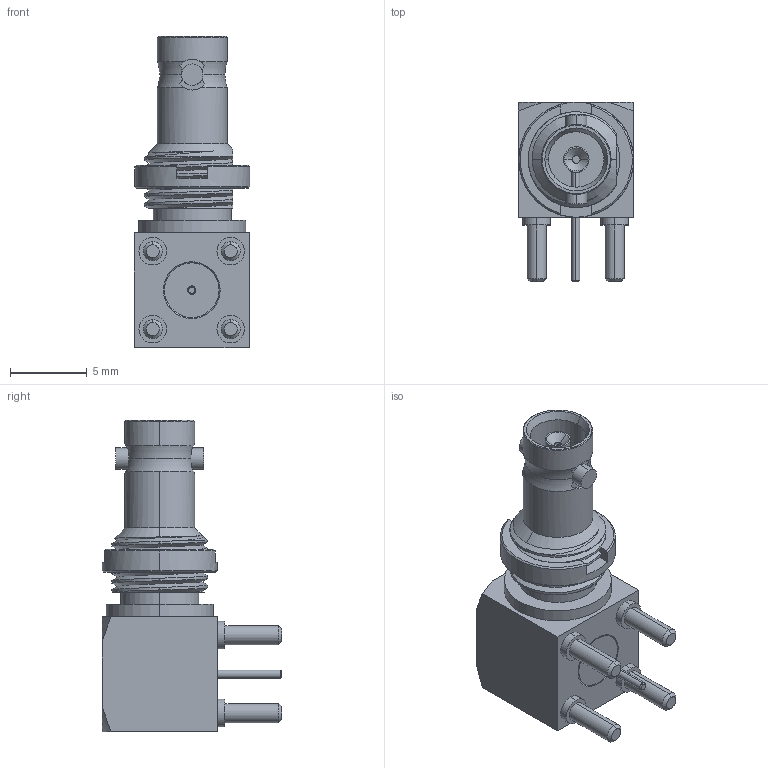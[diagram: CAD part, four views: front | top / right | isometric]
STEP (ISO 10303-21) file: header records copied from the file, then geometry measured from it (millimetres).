
FILE_DESCRIPTION (( 'STEP AP214' ), '1' );
FILE_NAME ('67-468-1-D66.STEP', '2022-11-30T09:56:56', ( '' ), ( '' ), 'SwSTEP 2.0', 'SolidWorks 2022', '' );
FILE_SCHEMA (( 'AUTOMOTIVE_DESIGN' ));
Length unit declared in the file: millimetre
Products named in the file (1): 67-468-1-D66
Bounding box: 7.53 x 11.7 x 20.3 mm (x, y, z)
Surface area: 853.1 mm2 (no closed solid volume)
Topology: 0 solids, 9 shells, 151 faces, 419 edges, 277 vertices
Faces by surface type: cylinder 60, plane 38, cone 29, bspline 18, torus 6
Entity records: 9896 total; most frequent: CARTESIAN_POINT 6283, ORIENTED_EDGE 758, DIRECTION 710, EDGE_CURVE 419, AXIS2_PLACEMENT_3D 292, VERTEX_POINT 277, EDGE_LOOP 167, CIRCLE 158
